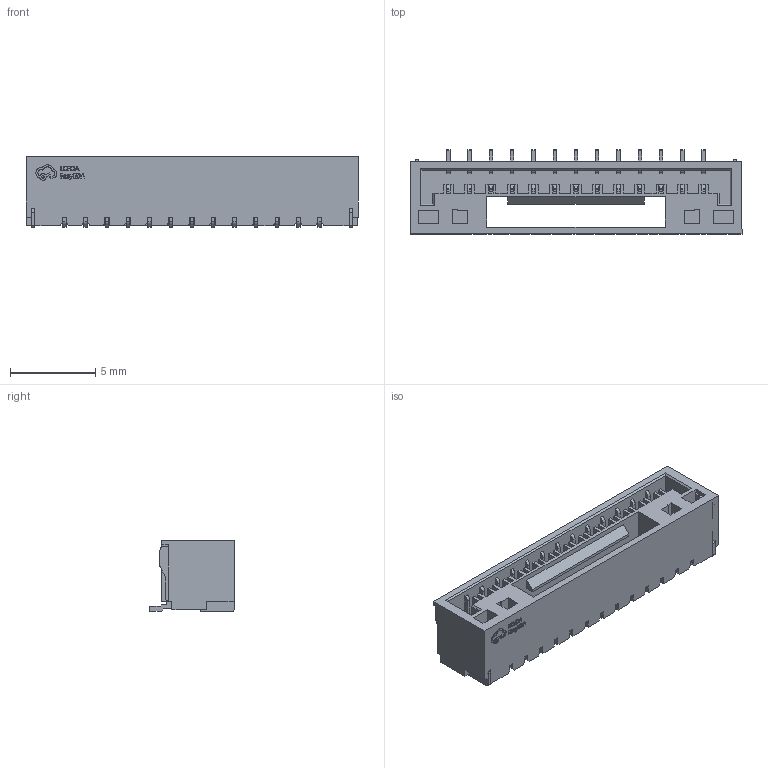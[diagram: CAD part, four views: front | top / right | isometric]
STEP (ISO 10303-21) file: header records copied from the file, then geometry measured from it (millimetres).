
FILE_DESCRIPTION (( 'STEP AP214' ), '1' );
FILE_NAME ('CONN-SMD_GH-13AB.STEP', '2024-09-05T14:23:15', ( '' ), ( '' ), 'SwSTEP 2.0', 'SolidWorks 2020', '' );
FILE_SCHEMA (( 'AUTOMOTIVE_DESIGN' ));
Length unit declared in the file: millimetre
Products named in the file (1): CONN-SMD_GH-13AB
Bounding box: 19.5 x 4.96 x 4.15 mm (x, y, z)
Volume: 161 mm3; surface area: 917.8 mm2
Topology: 3 solids, 3 shells, 991 faces, 2850 edges, 1898 vertices
Faces by surface type: plane 758, cylinder 135, bspline 98
Entity records: 43600 total; most frequent: CARTESIAN_POINT 7046, ORIENTED_EDGE 5700, DIRECTION 4708, EDGE_CURVE 2850, LINE 2380, VECTOR 2380, VERTEX_POINT 1898, AXIS2_PLACEMENT_3D 1164
